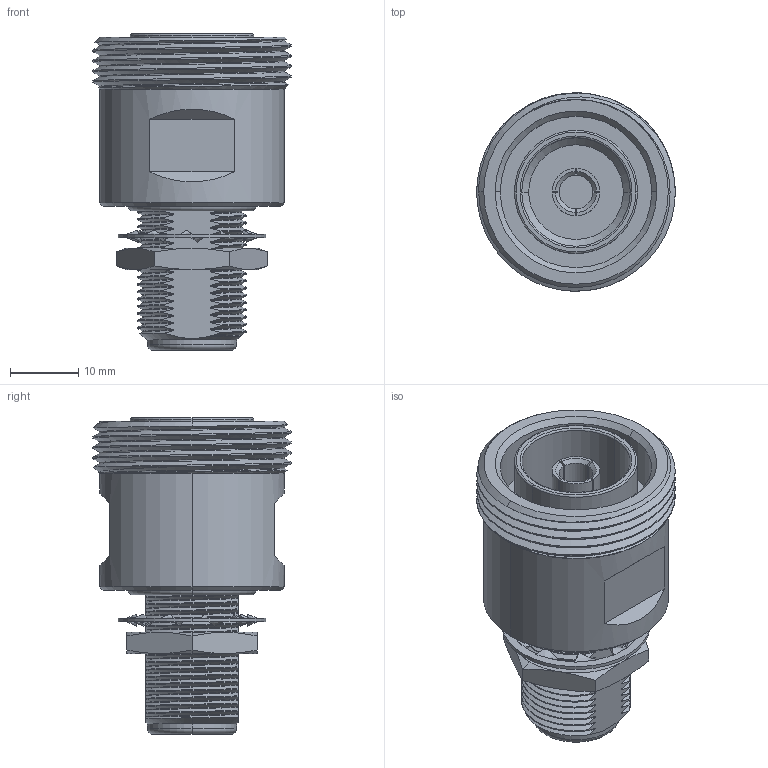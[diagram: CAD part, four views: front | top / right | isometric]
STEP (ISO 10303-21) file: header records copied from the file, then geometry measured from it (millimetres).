
FILE_DESCRIPTION (( 'STEP AP203' ), '1' );
FILE_NAME ('PE91252.step', '2018-07-27T14:43:29', ( '' ), ( '' ), 'SwSTEP 2.0', 'SolidWorks 2017', '' );
FILE_SCHEMA (( 'CONFIG_CONTROL_DESIGN' ));
Length unit declared in the file: inch
Products named in the file (1): PE91252
Bounding box: 29 x 28.98 x 46.2 mm (x, y, z)
Volume: 14321.6 mm3; surface area: 8845.2 mm2
Topology: 4 solids, 4 shells, 403 faces, 1149 edges, 764 vertices
Faces by surface type: bspline 158, cylinder 121, plane 70, cone 42, torus 12
Entity records: 89633 total; most frequent: CARTESIAN_POINT 81024, ORIENTED_EDGE 2298, DIRECTION 1193, EDGE_CURVE 1149, VERTEX_POINT 764, AXIS2_PLACEMENT_3D 438, EDGE_LOOP 419, FACE_OUTER_BOUND 403
